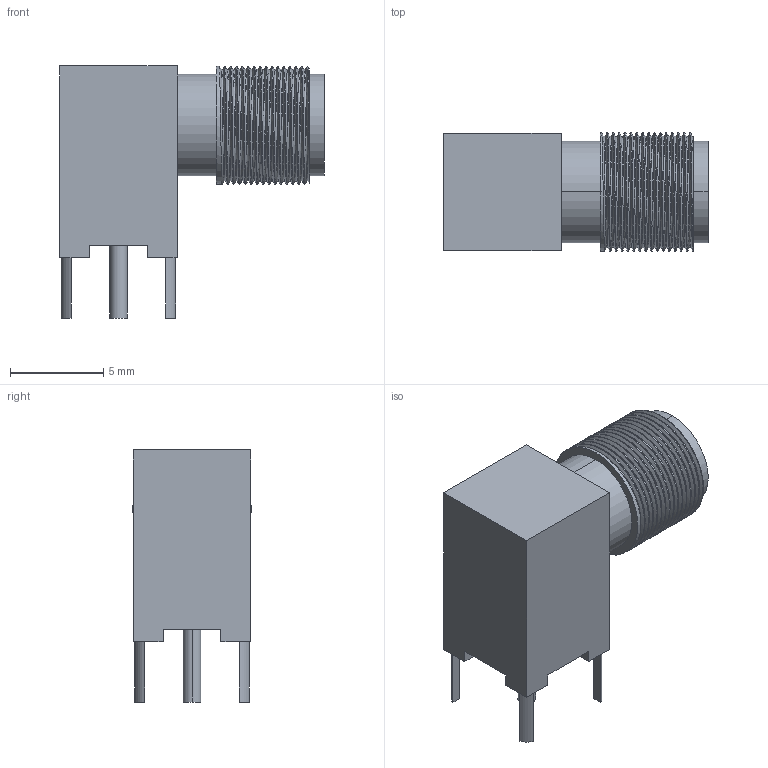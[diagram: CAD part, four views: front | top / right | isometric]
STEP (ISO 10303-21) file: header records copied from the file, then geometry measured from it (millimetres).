
FILE_DESCRIPTION (( 'STEP AP214' ), '1' );
FILE_NAME ('20798068-FD67-4B1A-A1A8-295B1CD44829.STEP', '2024-11-09T06:42:24', ( '' ), ( '' ), 'SwSTEP 2.0', 'SolidWorks 2022', '' );
FILE_SCHEMA (( 'AUTOMOTIVE_DESIGN' ));
Length unit declared in the file: millimetre
Products named in the file (1): 20798068-FD67-4B1A-A1A8-295B1CD44829
Bounding box: 14.2 x 6.35 x 13.53 mm (x, y, z)
Volume: 571 mm3; surface area: 639.8 mm2
Topology: 2 solids, 2 shells, 94 faces, 237 edges, 157 vertices
Faces by surface type: cylinder 48, plane 43, bspline 3
Entity records: 4589 total; most frequent: CARTESIAN_POINT 2430, ORIENTED_EDGE 474, DIRECTION 389, EDGE_CURVE 237, VERTEX_POINT 157, LINE 135, VECTOR 135, AXIS2_PLACEMENT_3D 127
